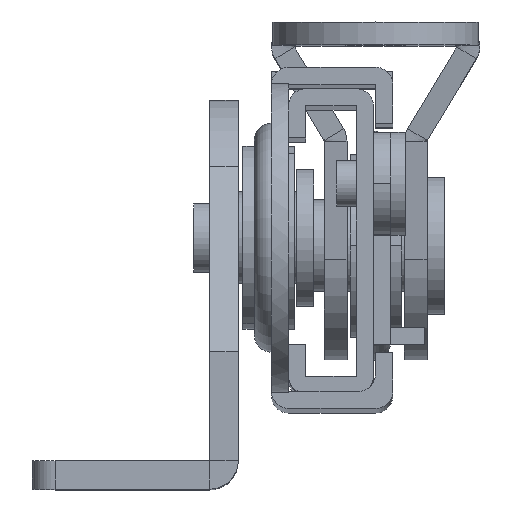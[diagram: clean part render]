
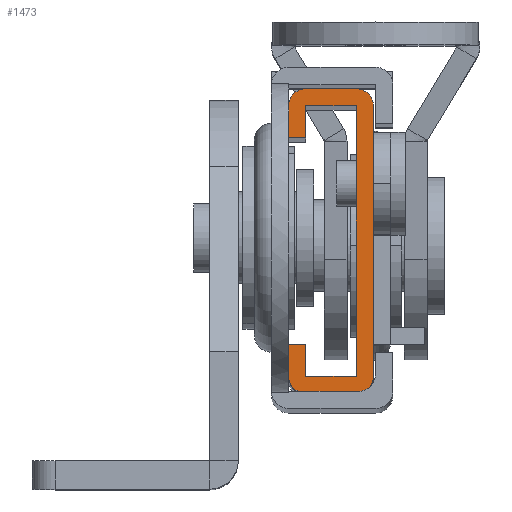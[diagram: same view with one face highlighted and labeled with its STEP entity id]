
A CAD part, top view. The second image highlights one B-rep face of the part: STEP entity #1473.
In plain terms, the highlighted planar face has unit normal (0, 0, 1).
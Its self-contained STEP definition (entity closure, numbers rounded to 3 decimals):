
#424 = EDGE_CURVE ( 'NONE', #2762, #2765, #3033, .T. ) ;
#426 = EDGE_CURVE ( 'NONE', #2766, #2767, #3035, .T. ) ;
#436 = EDGE_CURVE ( 'NONE', #2777, #2776, #3043, .T. ) ;
#451 = EDGE_CURVE ( 'NONE', #1350, #1351, #3054, .T. ) ;
#456 = EDGE_CURVE ( 'NONE', #1351, #1355, #3059, .T. ) ;
#459 = EDGE_CURVE ( 'NONE', #1355, #1357, #3062, .T. ) ;
#462 = EDGE_CURVE ( 'NONE', #1357, #1359, #3065, .T. ) ;
#473 = EDGE_CURVE ( 'NONE', #1359, #2762, #3072, .T. ) ;
#477 = EDGE_CURVE ( 'NONE', #2765, #1367, #3076, .T. ) ;
#480 = EDGE_CURVE ( 'NONE', #1367, #1368, #3079, .T. ) ;
#484 = EDGE_CURVE ( 'NONE', #1368, #1371, #3083, .T. ) ;
#490 = EDGE_CURVE ( 'NONE', #792, #791, #3089, .T. ) ;
#492 = EDGE_CURVE ( 'NONE', #1371, #2766, #7102, .T. ) ;
#493 = EDGE_CURVE ( 'NONE', #2767, #2777, #7014, .T. ) ;
#494 = EDGE_CURVE ( 'NONE', #2776, #792, #7032, .T. ) ;
#495 = EDGE_CURVE ( 'NONE', #791, #1350, #7095, .T. ) ;
#791 = VERTEX_POINT ( 'NONE', #4180 ) ;
#792 = VERTEX_POINT ( 'NONE', #4181 ) ;
#999 = EDGE_LOOP ( 'NONE', ( #6582, #6584, #6583, #6585, #6586, #6587, #6588, #6589, #6591, #6592, #6590, #6593, #6594, #6595, #6596, #6597 ) ) ;
#1350 = VERTEX_POINT ( 'NONE', #4371 ) ;
#1351 = VERTEX_POINT ( 'NONE', #4372 ) ;
#1355 = VERTEX_POINT ( 'NONE', #4376 ) ;
#1357 = VERTEX_POINT ( 'NONE', #4378 ) ;
#1359 = VERTEX_POINT ( 'NONE', #4380 ) ;
#1367 = VERTEX_POINT ( 'NONE', #4388 ) ;
#1368 = VERTEX_POINT ( 'NONE', #4389 ) ;
#1371 = VERTEX_POINT ( 'NONE', #4392 ) ;
#1473 = ADVANCED_FACE ( 'NONE', ( #4012 ), #4675, .F. ) ;
#2762 = VERTEX_POINT ( 'NONE', #6139 ) ;
#2765 = VERTEX_POINT ( 'NONE', #6142 ) ;
#2766 = VERTEX_POINT ( 'NONE', #6143 ) ;
#2767 = VERTEX_POINT ( 'NONE', #6144 ) ;
#2776 = VERTEX_POINT ( 'NONE', #6153 ) ;
#2777 = VERTEX_POINT ( 'NONE', #6154 ) ;
#3033 = LINE ( 'NONE', #3205, #6430 ) ;
#3035 = LINE ( 'NONE', #3209, #6406 ) ;
#3043 = LINE ( 'NONE', #3231, #6340 ) ;
#3054 = LINE ( 'NONE', #3265, #6357 ) ;
#3059 = LINE ( 'NONE', #3275, #6382 ) ;
#3062 = LINE ( 'NONE', #3281, #6356 ) ;
#3065 = LINE ( 'NONE', #3287, #7088 ) ;
#3072 = LINE ( 'NONE', #3313, #7106 ) ;
#3076 = LINE ( 'NONE', #3321, #7070 ) ;
#3079 = LINE ( 'NONE', #3327, #7002 ) ;
#3083 = LINE ( 'NONE', #3335, #7062 ) ;
#3089 = LINE ( 'NONE', #3347, #7096 ) ;
#3205 = CARTESIAN_POINT ( 'NONE',  ( -5.9, -11.8, 112.5 ) ) ;
#3206 = DIRECTION ( 'NONE',  ( -1., 0., 0. ) ) ;
#3209 = CARTESIAN_POINT ( 'NONE',  ( 0., -13.3, 112.5 ) ) ;
#3210 = DIRECTION ( 'NONE',  ( 1., 0., 0. ) ) ;
#3231 = CARTESIAN_POINT ( 'NONE',  ( 0., 13.3, 112.5 ) ) ;
#3232 = DIRECTION ( 'NONE',  ( 0., 1., 0. ) ) ;
#3265 = CARTESIAN_POINT ( 'NONE',  ( -7.4, 13.3, 112.5 ) ) ;
#3266 = DIRECTION ( 'NONE',  ( 0., -1., 0. ) ) ;
#3275 = CARTESIAN_POINT ( 'NONE',  ( -7.4, 9., 112.5 ) ) ;
#3276 = DIRECTION ( 'NONE',  ( 1., 0., 0. ) ) ;
#3281 = CARTESIAN_POINT ( 'NONE',  ( -5.9, 9., 112.5 ) ) ;
#3282 = DIRECTION ( 'NONE',  ( 0., 1., 0. ) ) ;
#3287 = CARTESIAN_POINT ( 'NONE',  ( -1.5, 11.8, 112.5 ) ) ;
#3288 = DIRECTION ( 'NONE',  ( 1., 0., 0. ) ) ;
#3313 = CARTESIAN_POINT ( 'NONE',  ( -1.5, -11.8, 112.5 ) ) ;
#3314 = DIRECTION ( 'NONE',  ( 0., -1., 0. ) ) ;
#3321 = CARTESIAN_POINT ( 'NONE',  ( -5.9, -9., 112.5 ) ) ;
#3322 = DIRECTION ( 'NONE',  ( 0., 1., 0. ) ) ;
#3327 = CARTESIAN_POINT ( 'NONE',  ( -7.4, -9., 112.5 ) ) ;
#3328 = DIRECTION ( 'NONE',  ( -1., 0., 0. ) ) ;
#3335 = CARTESIAN_POINT ( 'NONE',  ( -7.4, -13.3, 112.5 ) ) ;
#3336 = DIRECTION ( 'NONE',  ( 0., -1., 0. ) ) ;
#3347 = CARTESIAN_POINT ( 'NONE',  ( -7.4, 13.3, 112.5 ) ) ;
#3348 = DIRECTION ( 'NONE',  ( -1., 0., 0. ) ) ;
#3351 = CARTESIAN_POINT ( 'NONE',  ( -5.9, -11.8, 112.5 ) ) ;
#3352 = DIRECTION ( 'NONE',  ( 0., 0., 1. ) ) ;
#3353 = DIRECTION ( 'NONE',  ( -1., 0., 0. ) ) ;
#3354 = CARTESIAN_POINT ( 'NONE',  ( -1.5, -11.8, 112.5 ) ) ;
#3355 = DIRECTION ( 'NONE',  ( 0., 0., 1. ) ) ;
#3356 = DIRECTION ( 'NONE',  ( -1., 0., 0. ) ) ;
#3357 = CARTESIAN_POINT ( 'NONE',  ( -1.5, 11.8, 112.5 ) ) ;
#3358 = DIRECTION ( 'NONE',  ( 0., 0., 1. ) ) ;
#3359 = DIRECTION ( 'NONE',  ( -1., 0., 0. ) ) ;
#3360 = CARTESIAN_POINT ( 'NONE',  ( -5.9, 11.8, 112.5 ) ) ;
#3361 = DIRECTION ( 'NONE',  ( 0., 0., 1. ) ) ;
#3362 = DIRECTION ( 'NONE',  ( -1., 0., 0. ) ) ;
#4012 = FACE_OUTER_BOUND ( 'NONE', #999, .T. ) ;
#4180 = CARTESIAN_POINT ( 'NONE',  ( -5.9, 13.3, 112.5 ) ) ;
#4181 = CARTESIAN_POINT ( 'NONE',  ( -1.5, 13.3, 112.5 ) ) ;
#4371 = CARTESIAN_POINT ( 'NONE',  ( -7.4, 11.8, 112.5 ) ) ;
#4372 = CARTESIAN_POINT ( 'NONE',  ( -7.4, 9., 112.5 ) ) ;
#4376 = CARTESIAN_POINT ( 'NONE',  ( -5.9, 9., 112.5 ) ) ;
#4378 = CARTESIAN_POINT ( 'NONE',  ( -5.9, 11.8, 112.5 ) ) ;
#4380 = CARTESIAN_POINT ( 'NONE',  ( -1.5, 11.8, 112.5 ) ) ;
#4388 = CARTESIAN_POINT ( 'NONE',  ( -5.9, -9., 112.5 ) ) ;
#4389 = CARTESIAN_POINT ( 'NONE',  ( -7.4, -9., 112.5 ) ) ;
#4392 = CARTESIAN_POINT ( 'NONE',  ( -7.4, -11.8, 112.5 ) ) ;
#4675 = PLANE ( 'NONE',  #8242 ) ;
#4676 = CARTESIAN_POINT ( 'NONE',  ( -7.4, -13.3, 112.5 ) ) ;
#4677 = DIRECTION ( 'NONE',  ( 0., 0., -1. ) ) ;
#4678 = DIRECTION ( 'NONE',  ( -1., 0., 0. ) ) ;
#6139 = CARTESIAN_POINT ( 'NONE',  ( -1.5, -11.8, 112.5 ) ) ;
#6142 = CARTESIAN_POINT ( 'NONE',  ( -5.9, -11.8, 112.5 ) ) ;
#6143 = CARTESIAN_POINT ( 'NONE',  ( -5.9, -13.3, 112.5 ) ) ;
#6144 = CARTESIAN_POINT ( 'NONE',  ( -1.5, -13.3, 112.5 ) ) ;
#6153 = CARTESIAN_POINT ( 'NONE',  ( 0., 11.8, 112.5 ) ) ;
#6154 = CARTESIAN_POINT ( 'NONE',  ( 0., -11.8, 112.5 ) ) ;
#6340 = VECTOR ( 'NONE', #3232, 1000. ) ;
#6356 = VECTOR ( 'NONE', #3282, 1000. ) ;
#6357 = VECTOR ( 'NONE', #3266, 1000. ) ;
#6382 = VECTOR ( 'NONE', #3276, 1000. ) ;
#6406 = VECTOR ( 'NONE', #3210, 1000. ) ;
#6430 = VECTOR ( 'NONE', #3206, 1000. ) ;
#6582 = ORIENTED_EDGE ( 'NONE', *, *, #484, .T. ) ;
#6583 = ORIENTED_EDGE ( 'NONE', *, *, #426, .T. ) ;
#6584 = ORIENTED_EDGE ( 'NONE', *, *, #492, .T. ) ;
#6585 = ORIENTED_EDGE ( 'NONE', *, *, #493, .T. ) ;
#6586 = ORIENTED_EDGE ( 'NONE', *, *, #436, .T. ) ;
#6587 = ORIENTED_EDGE ( 'NONE', *, *, #494, .T. ) ;
#6588 = ORIENTED_EDGE ( 'NONE', *, *, #490, .T. ) ;
#6589 = ORIENTED_EDGE ( 'NONE', *, *, #495, .T. ) ;
#6590 = ORIENTED_EDGE ( 'NONE', *, *, #459, .T. ) ;
#6591 = ORIENTED_EDGE ( 'NONE', *, *, #451, .T. ) ;
#6592 = ORIENTED_EDGE ( 'NONE', *, *, #456, .T. ) ;
#6593 = ORIENTED_EDGE ( 'NONE', *, *, #462, .T. ) ;
#6594 = ORIENTED_EDGE ( 'NONE', *, *, #473, .T. ) ;
#6595 = ORIENTED_EDGE ( 'NONE', *, *, #424, .T. ) ;
#6596 = ORIENTED_EDGE ( 'NONE', *, *, #477, .T. ) ;
#6597 = ORIENTED_EDGE ( 'NONE', *, *, #480, .T. ) ;
#7002 = VECTOR ( 'NONE', #3328, 1000. ) ;
#7014 = CIRCLE ( 'NONE', #7090, 1.5 ) ;
#7032 = CIRCLE ( 'NONE', #7087, 1.5 ) ;
#7062 = VECTOR ( 'NONE', #3336, 1000. ) ;
#7070 = VECTOR ( 'NONE', #3322, 1000. ) ;
#7085 = AXIS2_PLACEMENT_3D ( 'NONE', #3360, #3361, #3362 ) ;
#7087 = AXIS2_PLACEMENT_3D ( 'NONE', #3357, #3358, #3359 ) ;
#7088 = VECTOR ( 'NONE', #3288, 1000. ) ;
#7090 = AXIS2_PLACEMENT_3D ( 'NONE', #3354, #3355, #3356 ) ;
#7092 = AXIS2_PLACEMENT_3D ( 'NONE', #3351, #3352, #3353 ) ;
#7095 = CIRCLE ( 'NONE', #7085, 1.5 ) ;
#7096 = VECTOR ( 'NONE', #3348, 1000. ) ;
#7102 = CIRCLE ( 'NONE', #7092, 1.5 ) ;
#7106 = VECTOR ( 'NONE', #3314, 1000. ) ;
#8242 = AXIS2_PLACEMENT_3D ( 'NONE', #4676, #4677, #4678 ) ;
